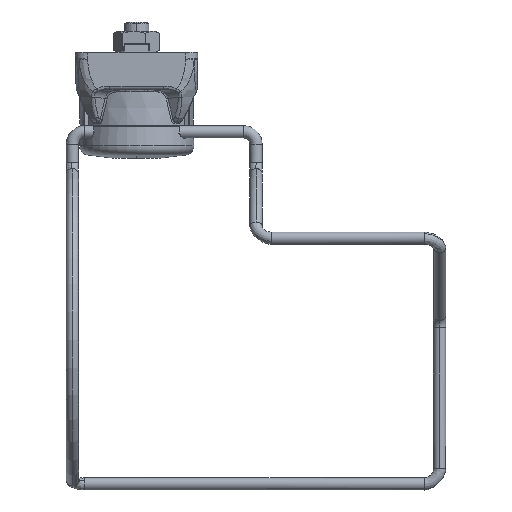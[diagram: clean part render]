
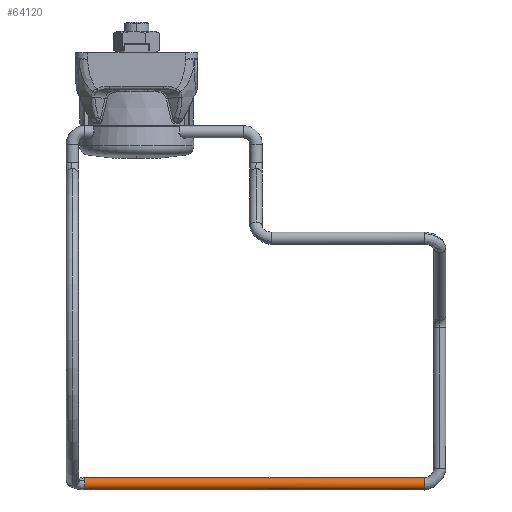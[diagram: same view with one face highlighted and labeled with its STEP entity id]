
A CAD part, left-side view. The second image highlights one B-rep face of the part: STEP entity #64120.
In plain terms, the highlighted cylindrical face has radius 2 mm (diameter 4 mm), a partial arc.
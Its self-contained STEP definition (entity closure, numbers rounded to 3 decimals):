
#317 = EDGE_CURVE ( 'NONE', #41663, #58389, #40980, .T. ) ;
#754 = AXIS2_PLACEMENT_3D ( 'NONE', #14790, #7712, #30532 ) ;
#2249 = ORIENTED_EDGE ( 'NONE', *, *, #63249, .F. ) ;
#5695 = EDGE_CURVE ( 'NONE', #14159, #37619, #10279, .T. ) ;
#7712 = DIRECTION ( 'NONE',  ( 0., 1., 0. ) ) ;
#8803 = VECTOR ( 'NONE', #65911, 1000. ) ;
#9014 = ORIENTED_EDGE ( 'NONE', *, *, #52878, .F. ) ;
#10134 = AXIS2_PLACEMENT_3D ( 'NONE', #44057, #66930, #15620 ) ;
#10279 = LINE ( 'NONE', #46213, #59750 ) ;
#12571 = ORIENTED_EDGE ( 'NONE', *, *, #50085, .F. ) ;
#13738 = AXIS2_PLACEMENT_3D ( 'NONE', #55384, #67017, #49385 ) ;
#14159 = VERTEX_POINT ( 'NONE', #66482 ) ;
#14790 = CARTESIAN_POINT ( 'NONE',  ( -10., -4., -51.029 ) ) ;
#15620 = DIRECTION ( 'NONE',  ( 0., 0., 1. ) ) ;
#16348 = CIRCLE ( 'NONE', #27077, 2. ) ;
#17203 = CARTESIAN_POINT ( 'NONE',  ( -10., -4., -49.03 ) ) ;
#18094 = EDGE_LOOP ( 'NONE', ( #67114, #28285, #9014, #22967, #2249, #12571 ) ) ;
#20114 = CARTESIAN_POINT ( 'NONE',  ( -10., -125.657, -51.029 ) ) ;
#22967 = ORIENTED_EDGE ( 'NONE', *, *, #5695, .T. ) ;
#23757 = CARTESIAN_POINT ( 'NONE',  ( -10., -4., -53.029 ) ) ;
#24138 = DIRECTION ( 'NONE',  ( 0., 1., 0. ) ) ;
#25481 = CARTESIAN_POINT ( 'NONE',  ( -10., -125.657, -53.029 ) ) ;
#25945 = CARTESIAN_POINT ( 'NONE',  ( -10.441, -115., -52.98 ) ) ;
#26111 = DIRECTION ( 'NONE',  ( 0., 0., 1. ) ) ;
#27077 = AXIS2_PLACEMENT_3D ( 'NONE', #55746, #27302, #67759 ) ;
#27302 = DIRECTION ( 'NONE',  ( 0., -1., 0. ) ) ;
#27887 = CYLINDRICAL_SURFACE ( 'NONE', #55776, 2. ) ;
#28285 = ORIENTED_EDGE ( 'NONE', *, *, #50542, .F. ) ;
#28593 = VERTEX_POINT ( 'NONE', #25945 ) ;
#30532 = DIRECTION ( 'NONE',  ( 0., 0., 1. ) ) ;
#37619 = VERTEX_POINT ( 'NONE', #17203 ) ;
#39151 = VERTEX_POINT ( 'NONE', #55209 ) ;
#40980 = LINE ( 'NONE', #25481, #8803 ) ;
#41663 = VERTEX_POINT ( 'NONE', #52288 ) ;
#44057 = CARTESIAN_POINT ( 'NONE',  ( -10., -115., -51.029 ) ) ;
#46213 = CARTESIAN_POINT ( 'NONE',  ( -10., -125.657, -49.029 ) ) ;
#49385 = DIRECTION ( 'NONE',  ( 0., 0., 1. ) ) ;
#50085 = EDGE_CURVE ( 'NONE', #58389, #39151, #60269, .T. ) ;
#50542 = EDGE_CURVE ( 'NONE', #28593, #41663, #60316, .T. ) ;
#52288 = CARTESIAN_POINT ( 'NONE',  ( -10., -115., -53.03 ) ) ;
#52878 = EDGE_CURVE ( 'NONE', #14159, #28593, #16348, .T. ) ;
#53332 = CIRCLE ( 'NONE', #754, 2. ) ;
#55209 = CARTESIAN_POINT ( 'NONE',  ( -11.571, -4., -49.792 ) ) ;
#55384 = CARTESIAN_POINT ( 'NONE',  ( -10., -4., -51.029 ) ) ;
#55746 = CARTESIAN_POINT ( 'NONE',  ( -10., -115., -51.029 ) ) ;
#55776 = AXIS2_PLACEMENT_3D ( 'NONE', #20114, #62339, #26111 ) ;
#58389 = VERTEX_POINT ( 'NONE', #23757 ) ;
#59750 = VECTOR ( 'NONE', #24138, 1000. ) ;
#60269 = CIRCLE ( 'NONE', #13738, 2. ) ;
#60316 = CIRCLE ( 'NONE', #10134, 2. ) ;
#62339 = DIRECTION ( 'NONE',  ( 0., 1., 0. ) ) ;
#63249 = EDGE_CURVE ( 'NONE', #39151, #37619, #53332, .T. ) ;
#64120 = ADVANCED_FACE ( 'NONE', ( #67594 ), #27887, .T. ) ;
#65911 = DIRECTION ( 'NONE',  ( 0., 1., 0. ) ) ;
#66482 = CARTESIAN_POINT ( 'NONE',  ( -10., -115., -49.029 ) ) ;
#66930 = DIRECTION ( 'NONE',  ( 0., -1., 0. ) ) ;
#67017 = DIRECTION ( 'NONE',  ( 0., 1., 0. ) ) ;
#67114 = ORIENTED_EDGE ( 'NONE', *, *, #317, .F. ) ;
#67594 = FACE_OUTER_BOUND ( 'NONE', #18094, .T. ) ;
#67759 = DIRECTION ( 'NONE',  ( 0., 0., 1. ) ) ;
